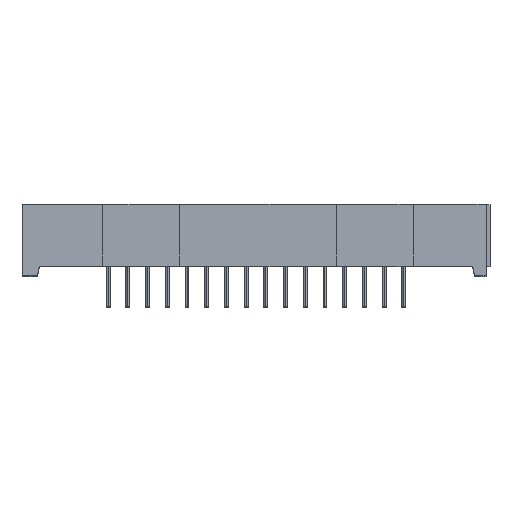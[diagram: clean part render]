
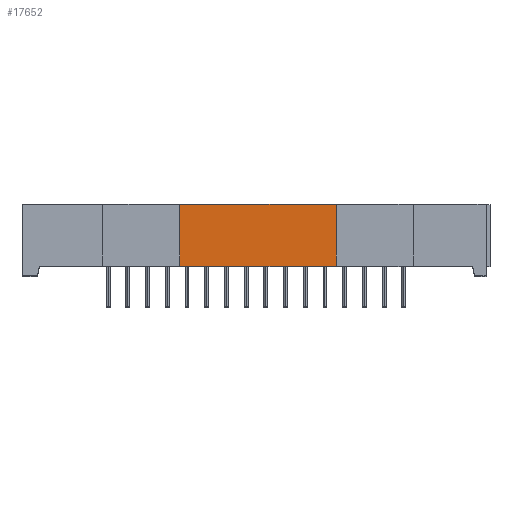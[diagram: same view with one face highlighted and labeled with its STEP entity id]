
A CAD part, top view. The second image highlights one B-rep face of the part: STEP entity #17652.
In plain terms, the highlighted planar face has unit normal (0, 0, 1).
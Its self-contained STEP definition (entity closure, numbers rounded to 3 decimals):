
#16652 = VERTEX_POINT ( 'NONE', #19228 ) ;
#16654 = EDGE_CURVE ( 'NONE', #16657, #16652, #19224, .T. ) ;
#16657 = VERTEX_POINT ( 'NONE', #19218 ) ;
#17082 = VERTEX_POINT ( 'NONE', #19853 ) ;
#17086 = EDGE_CURVE ( 'NONE', #17087, #17082, #19852, .T. ) ;
#17087 = VERTEX_POINT ( 'NONE', #19848 ) ;
#17553 = EDGE_LOOP ( 'NONE', ( #17654, #17655, #17657, #17658 ) ) ;
#17652 = ADVANCED_FACE ( 'NONE', ( #20367 ), #20353, .F. ) ;
#17654 = ORIENTED_EDGE ( 'NONE', *, *, #16654, .T. ) ;
#17655 = ORIENTED_EDGE ( 'NONE', *, *, #17656, .T. ) ;
#17656 = EDGE_CURVE ( 'NONE', #16652, #17087, #20352, .T. ) ;
#17657 = ORIENTED_EDGE ( 'NONE', *, *, #17086, .T. ) ;
#17658 = ORIENTED_EDGE ( 'NONE', *, *, #17659, .F. ) ;
#17659 = EDGE_CURVE ( 'NONE', #16657, #17082, #20343, .T. ) ;
#19218 = CARTESIAN_POINT ( 'NONE',  ( -9.85, -3.35, 30.15 ) ) ;
#19219 = DIRECTION ( 'NONE',  ( 1., 0., 0. ) ) ;
#19220 = VECTOR ( 'NONE', #19219, 1000. ) ;
#19222 = CARTESIAN_POINT ( 'NONE',  ( 0., -3.35, 30.15 ) ) ;
#19224 = LINE ( 'NONE', #19222, #19220 ) ;
#19228 = CARTESIAN_POINT ( 'NONE',  ( 10.35, -3.35, 30.15 ) ) ;
#19848 = CARTESIAN_POINT ( 'NONE',  ( 10.35, 4.6, 30.15 ) ) ;
#19849 = DIRECTION ( 'NONE',  ( -1., 0., 0. ) ) ;
#19850 = VECTOR ( 'NONE', #19849, 1000. ) ;
#19851 = CARTESIAN_POINT ( 'NONE',  ( 30.15, 4.6, 30.15 ) ) ;
#19852 = LINE ( 'NONE', #19851, #19850 ) ;
#19853 = CARTESIAN_POINT ( 'NONE',  ( -9.85, 4.6, 30.15 ) ) ;
#20343 = LINE ( 'NONE', #20402, #20401 ) ;
#20345 = DIRECTION ( 'NONE',  ( 0., 1., 0. ) ) ;
#20346 = VECTOR ( 'NONE', #20345, 1000. ) ;
#20347 = CARTESIAN_POINT ( 'NONE',  ( 10.35, -8.6, 30.15 ) ) ;
#20348 = DIRECTION ( 'NONE',  ( -1., 0., 0. ) ) ;
#20349 = DIRECTION ( 'NONE',  ( 0., 0., -1. ) ) ;
#20350 = CARTESIAN_POINT ( 'NONE',  ( 30.15, 0., 30.15 ) ) ;
#20351 = AXIS2_PLACEMENT_3D ( 'NONE', #20350, #20349, #20348 ) ;
#20352 = LINE ( 'NONE', #20347, #20346 ) ;
#20353 = PLANE ( 'NONE',  #20351 ) ;
#20367 = FACE_OUTER_BOUND ( 'NONE', #17553, .T. ) ;
#20400 = DIRECTION ( 'NONE',  ( 0., 1., 0. ) ) ;
#20401 = VECTOR ( 'NONE', #20400, 1000. ) ;
#20402 = CARTESIAN_POINT ( 'NONE',  ( -9.85, 0., 30.15 ) ) ;
